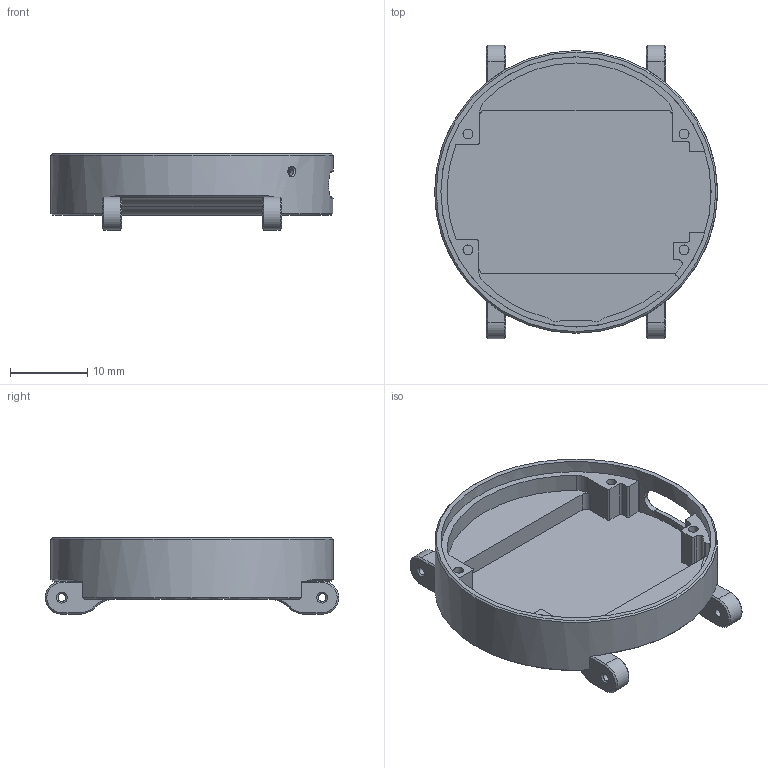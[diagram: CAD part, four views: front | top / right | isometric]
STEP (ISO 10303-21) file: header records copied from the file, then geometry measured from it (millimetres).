
FILE_DESCRIPTION(/* description */ (''),/* implementation_level */ '2;1');
FILE_NAME(/* name */ 'SW63_MK4_notext.step',/* time_stamp */ '2026-01-31T10:01:24+01:00',/* author */ (''),/* organization */ (''),/* preprocessor_version */ 'ST-DEVELOPER v20.1',/* originating_system */ 'Autodesk Translation Framework v14.21.0.0',/* authorisation */ '');
FILE_SCHEMA (('AUTOMOTIVE_DESIGN { 1 0 10303 214 3 1 1 }'));
Length unit declared in the file: millimetre
Products named in the file (1): SW63_MK4
Bounding box: 36.6 x 38 x 9.9 mm (x, y, z)
Volume: 3031.2 mm3; surface area: 3964.2 mm2
Topology: 1 solids, 1 shells, 192 faces, 507 edges, 322 vertices
Faces by surface type: plane 68, cylinder 68, cone 35, bspline 21
Full cylindrical faces by diameter (mm): 1 x4, 1.271 x4, 35 x1, 36.6 x1
Entity records: 6506 total; most frequent: CARTESIAN_POINT 1742, ORIENTED_EDGE 1014, DIRECTION 964, EDGE_CURVE 507, AXIS2_PLACEMENT_3D 358, VERTEX_POINT 322, LINE 248, VECTOR 248
